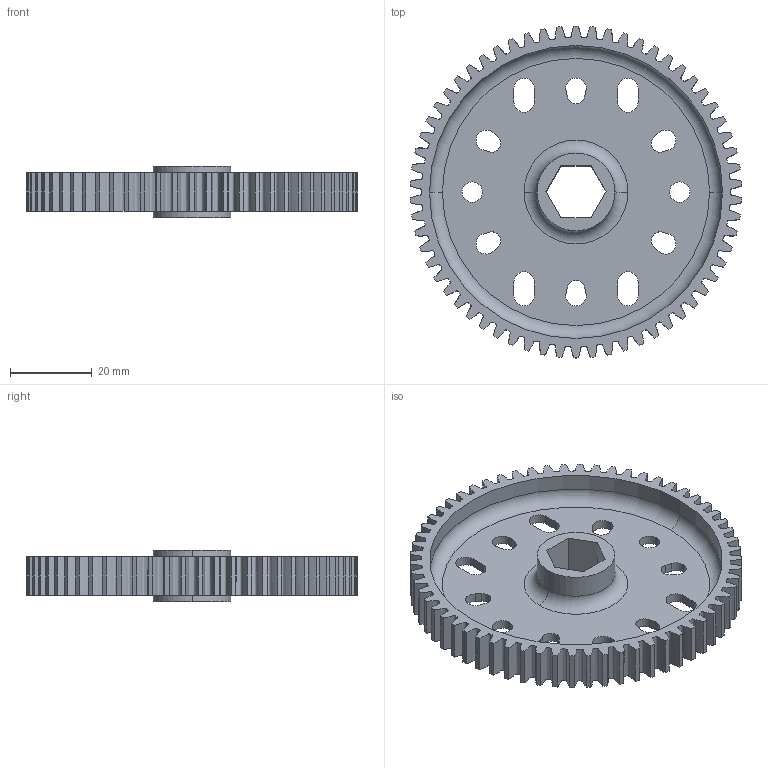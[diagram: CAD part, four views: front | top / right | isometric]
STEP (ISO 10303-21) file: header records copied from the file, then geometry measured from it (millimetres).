
FILE_DESCRIPTION (( 'STEP AP214' ), '1' );
FILE_NAME ('WCP-1148 Rev1.step', '2023-12-13T23:20:32', ( '' ), ( '' ), 'SwSTEP 2.0', 'SolidWorks 2022', '' );
FILE_SCHEMA (( 'AUTOMOTIVE_DESIGN' ));
Length unit declared in the file: inch
Products named in the file (1): WCP-1148 Rev1
Bounding box: 81.23 x 81.28 x 12.65 mm (x, y, z)
Volume: 19404.5 mm3; surface area: 16485.2 mm2
Topology: 1 solids, 1 shells, 346 faces, 974 edges, 648 vertices
Faces by surface type: plane 134, bspline 108, cylinder 100, torus 4
Entity records: 32114 total; most frequent: CARTESIAN_POINT 23613, ORIENTED_EDGE 1948, DIRECTION 1444, EDGE_CURVE 974, VERTEX_POINT 648, VECTOR 550, LINE 550, AXIS2_PLACEMENT_3D 447
